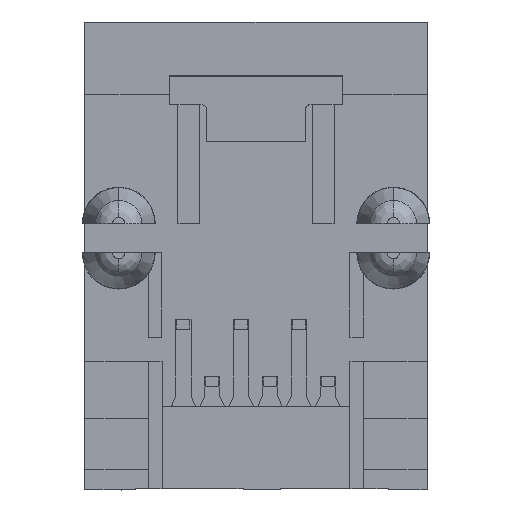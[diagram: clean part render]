
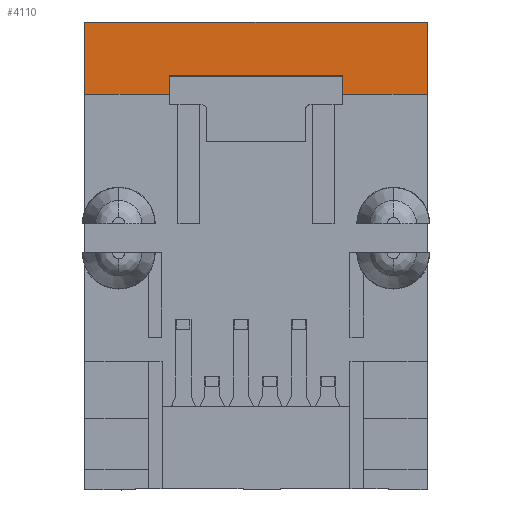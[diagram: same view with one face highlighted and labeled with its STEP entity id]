
A CAD part, front view. The second image highlights one B-rep face of the part: STEP entity #4110.
In plain terms, the highlighted planar face has unit normal (0, -1, 0).
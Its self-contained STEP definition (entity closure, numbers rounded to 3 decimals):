
#264 = ORIENTED_EDGE ( 'NONE', *, *, #24038, .F. ) ;
#967 = DIRECTION ( 'NONE',  ( 0., 0., 1. ) ) ;
#1328 = CARTESIAN_POINT ( 'NONE',  ( 6.051, -4.453, 5.724 ) ) ;
#1520 = CARTESIAN_POINT ( 'NONE',  ( 3.069, -4.453, 5.724 ) ) ;
#1622 = LINE ( 'NONE', #21933, #7193 ) ;
#1876 = LINE ( 'NONE', #7555, #2461 ) ;
#2138 = LINE ( 'NONE', #23335, #14105 ) ;
#2461 = VECTOR ( 'NONE', #11225, 1000. ) ;
#2965 = DIRECTION ( 'NONE',  ( -1., 0., 0. ) ) ;
#3016 = EDGE_CURVE ( 'NONE', #8644, #11712, #16674, .T. ) ;
#3672 = EDGE_CURVE ( 'NONE', #9331, #20266, #3689, .T. ) ;
#3689 = LINE ( 'NONE', #6622, #4278 ) ;
#4110 = ADVANCED_FACE ( 'NONE', ( #20080 ), #22127, .F. ) ;
#4278 = VECTOR ( 'NONE', #967, 1000. ) ;
#4475 = LINE ( 'NONE', #16618, #7393 ) ;
#5986 = VECTOR ( 'NONE', #22857, 1000. ) ;
#6179 = ORIENTED_EDGE ( 'NONE', *, *, #22188, .F. ) ;
#6622 = CARTESIAN_POINT ( 'NONE',  ( 3.069, -4.453, 5.384 ) ) ;
#7106 = DIRECTION ( 'NONE',  ( -1., 0., 0. ) ) ;
#7193 = VECTOR ( 'NONE', #2965, 1000. ) ;
#7343 = VERTEX_POINT ( 'NONE', #23279 ) ;
#7393 = VECTOR ( 'NONE', #7106, 1000. ) ;
#7555 = CARTESIAN_POINT ( 'NONE',  ( -3.069, -4.453, 5.384 ) ) ;
#7597 = DIRECTION ( 'NONE',  ( 0., 0., 1. ) ) ;
#8644 = VERTEX_POINT ( 'NONE', #19742 ) ;
#9331 = VERTEX_POINT ( 'NONE', #1520 ) ;
#9590 = DIRECTION ( 'NONE',  ( 0., 0., -1. ) ) ;
#10428 = ORIENTED_EDGE ( 'NONE', *, *, #20128, .F. ) ;
#10821 = CARTESIAN_POINT ( 'NONE',  ( -3.069, -4.453, 5.724 ) ) ;
#11014 = AXIS2_PLACEMENT_3D ( 'NONE', #12760, #23936, #16595 ) ;
#11225 = DIRECTION ( 'NONE',  ( 0., 0., -1. ) ) ;
#11448 = CARTESIAN_POINT ( 'NONE',  ( -6.051, -4.453, 5.724 ) ) ;
#11649 = ORIENTED_EDGE ( 'NONE', *, *, #19805, .F. ) ;
#11712 = VERTEX_POINT ( 'NONE', #1328 ) ;
#11943 = DIRECTION ( 'NONE',  ( -1., 0., 0. ) ) ;
#12636 = EDGE_LOOP ( 'NONE', ( #11649, #264, #15082, #10428, #13298, #13166, #22950, #6179 ) ) ;
#12760 = CARTESIAN_POINT ( 'NONE',  ( -6.051, -4.453, 5.724 ) ) ;
#13160 = VECTOR ( 'NONE', #7597, 1000. ) ;
#13166 = ORIENTED_EDGE ( 'NONE', *, *, #19993, .F. ) ;
#13298 = ORIENTED_EDGE ( 'NONE', *, *, #3016, .F. ) ;
#13811 = LINE ( 'NONE', #15347, #5986 ) ;
#14066 = CARTESIAN_POINT ( 'NONE',  ( 3.069, -4.453, 6.366 ) ) ;
#14105 = VECTOR ( 'NONE', #11943, 1000. ) ;
#15082 = ORIENTED_EDGE ( 'NONE', *, *, #3672, .F. ) ;
#15103 = CARTESIAN_POINT ( 'NONE',  ( 6.051, -4.453, -8.274 ) ) ;
#15347 = CARTESIAN_POINT ( 'NONE',  ( -6.051, -4.453, 8.272 ) ) ;
#16595 = DIRECTION ( 'NONE',  ( 0., 0., 1. ) ) ;
#16618 = CARTESIAN_POINT ( 'NONE',  ( -6.051, -4.453, 5.724 ) ) ;
#16674 = LINE ( 'NONE', #15103, #21967 ) ;
#17069 = VERTEX_POINT ( 'NONE', #10821 ) ;
#18038 = EDGE_CURVE ( 'NONE', #22928, #7343, #23823, .T. ) ;
#18535 = CARTESIAN_POINT ( 'NONE',  ( -6.051, -4.453, 5.724 ) ) ;
#19742 = CARTESIAN_POINT ( 'NONE',  ( 6.051, -4.453, 8.272 ) ) ;
#19805 = EDGE_CURVE ( 'NONE', #19827, #17069, #1876, .T. ) ;
#19827 = VERTEX_POINT ( 'NONE', #24421 ) ;
#19993 = EDGE_CURVE ( 'NONE', #7343, #8644, #13811, .T. ) ;
#20080 = FACE_OUTER_BOUND ( 'NONE', #12636, .T. ) ;
#20128 = EDGE_CURVE ( 'NONE', #11712, #9331, #2138, .T. ) ;
#20266 = VERTEX_POINT ( 'NONE', #14066 ) ;
#21933 = CARTESIAN_POINT ( 'NONE',  ( -6.051, -4.453, 6.366 ) ) ;
#21967 = VECTOR ( 'NONE', #9590, 1000. ) ;
#22127 = PLANE ( 'NONE',  #11014 ) ;
#22188 = EDGE_CURVE ( 'NONE', #17069, #22928, #4475, .T. ) ;
#22857 = DIRECTION ( 'NONE',  ( 1., 0., 0. ) ) ;
#22928 = VERTEX_POINT ( 'NONE', #11448 ) ;
#22950 = ORIENTED_EDGE ( 'NONE', *, *, #18038, .F. ) ;
#23279 = CARTESIAN_POINT ( 'NONE',  ( -6.051, -4.453, 8.272 ) ) ;
#23335 = CARTESIAN_POINT ( 'NONE',  ( -6.051, -4.453, 5.724 ) ) ;
#23823 = LINE ( 'NONE', #18535, #13160 ) ;
#23936 = DIRECTION ( 'NONE',  ( 0., 1., 0. ) ) ;
#24038 = EDGE_CURVE ( 'NONE', #20266, #19827, #1622, .T. ) ;
#24421 = CARTESIAN_POINT ( 'NONE',  ( -3.069, -4.453, 6.366 ) ) ;
